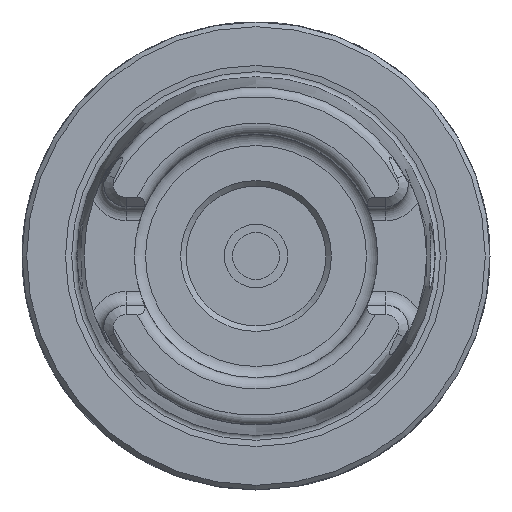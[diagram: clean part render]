
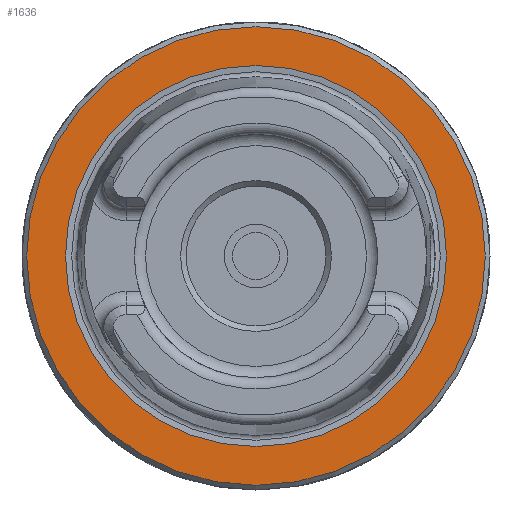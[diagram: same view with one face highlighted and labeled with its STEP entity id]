
A CAD part, left-side view. The second image highlights one B-rep face of the part: STEP entity #1636.
In plain terms, the highlighted planar face has unit normal (-1, 0, 0).
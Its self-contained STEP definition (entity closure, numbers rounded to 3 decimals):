
#1636 = ADVANCED_FACE( '', ( #3165, #3166 ), #3167, .F. );
#3165 = FACE_BOUND( '', #3991, .T. );
#3166 = FACE_OUTER_BOUND( '', #3992, .T. );
#3167 = PLANE( '', #3993 );
#3991 = EDGE_LOOP( '', ( #5495 ) );
#3992 = EDGE_LOOP( '', ( #5496 ) );
#3993 = AXIS2_PLACEMENT_3D( '', #5497, #5498, #5499 );
#5495 = ORIENTED_EDGE( '', *, *, #7633, .F. );
#5496 = ORIENTED_EDGE( '', *, *, #7634, .T. );
#5497 = CARTESIAN_POINT( '', ( 0., 0., 24.5 ) );
#5498 = DIRECTION( '', ( 1., 0., 0. ) );
#5499 = DIRECTION( '', ( 0., 0., -1. ) );
#7633 = EDGE_CURVE( '', #8549, #8549, #8550, .T. );
#7634 = EDGE_CURVE( '', #8551, #8551, #8552, .T. );
#8549 = VERTEX_POINT( '', #10153 );
#8550 = CIRCLE( '', #10154, 20.354 );
#8551 = VERTEX_POINT( '', #10155 );
#8552 = CIRCLE( '', #10156, 24.5 );
#10153 = CARTESIAN_POINT( '', ( 0., 0., 20.354 ) );
#10154 = AXIS2_PLACEMENT_3D( '', #10573, #10574, #10575 );
#10155 = CARTESIAN_POINT( '', ( 0., 0., 24.5 ) );
#10156 = AXIS2_PLACEMENT_3D( '', #10576, #10577, #10578 );
#10573 = CARTESIAN_POINT( '', ( 0., 0., 0. ) );
#10574 = DIRECTION( '', ( -1., 0., 0. ) );
#10575 = DIRECTION( '', ( 0., 0., 1. ) );
#10576 = CARTESIAN_POINT( '', ( 0., 0., 0. ) );
#10577 = DIRECTION( '', ( -1., 0., 0. ) );
#10578 = DIRECTION( '', ( 0., 0., 1. ) );
